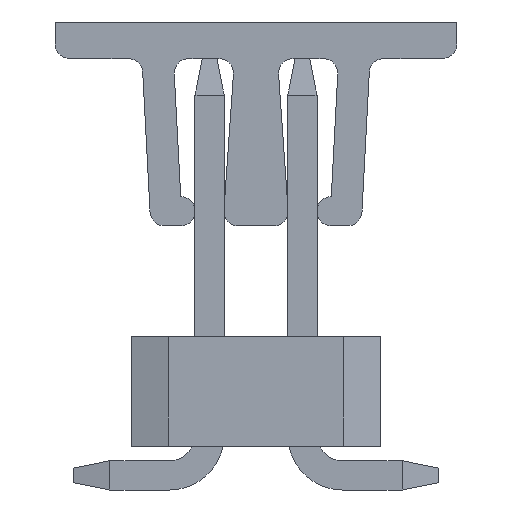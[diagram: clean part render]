
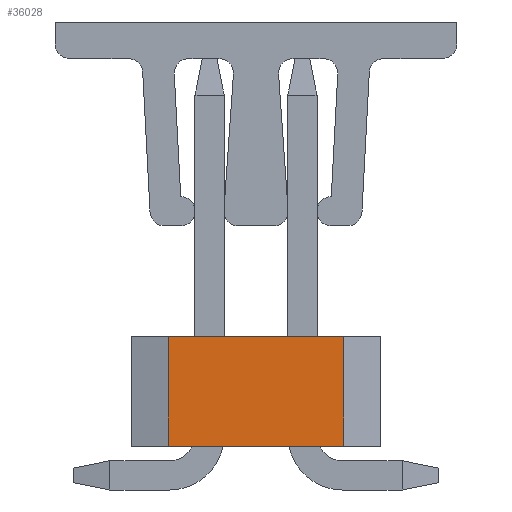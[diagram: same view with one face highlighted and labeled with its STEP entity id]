
A CAD part, front view. The second image highlights one B-rep face of the part: STEP entity #36028.
In plain terms, the highlighted face is planar.
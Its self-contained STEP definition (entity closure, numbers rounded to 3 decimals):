
#2006=ORIENTED_EDGE('',*,*,#9225,.F.);
#2007=ORIENTED_EDGE('',*,*,#8972,.T.);
#2008=ORIENTED_EDGE('',*,*,#9226,.T.);
#2009=ORIENTED_EDGE('',*,*,#9146,.F.);
#8972=EDGE_CURVE('',#12545,#12544,#15132,.T.);
#9146=EDGE_CURVE('',#12694,#12695,#15306,.T.);
#9225=EDGE_CURVE('',#12545,#12694,#15385,.T.);
#9226=EDGE_CURVE('',#12544,#12695,#15386,.T.);
#12544=VERTEX_POINT('',#47746);
#12545=VERTEX_POINT('',#47748);
#12694=VERTEX_POINT('',#48121);
#12695=VERTEX_POINT('',#48122);
#15132=LINE('',#47747,#18660);
#15306=LINE('',#48120,#18834);
#15385=LINE('',#48229,#18913);
#15386=LINE('',#48230,#18914);
#18660=VECTOR('',#40327,1000.);
#18834=VECTOR('',#40601,1000.);
#18913=VECTOR('',#40732,1000.);
#18914=VECTOR('',#40733,1000.);
#21539=EDGE_LOOP('',(#2006,#2007,#2008,#2009));
#23055=FACE_BOUND('',#21539,.T.);
#24571=PLANE('',#37481);
#36028=ADVANCED_FACE('',(#23055),#24571,.T.);
#37481=AXIS2_PLACEMENT_3D('',#48228,#40730,#40731);
#40327=DIRECTION('',(0.,0.,1.));
#40601=DIRECTION('',(0.,0.,1.));
#40730=DIRECTION('',(-1.,0.,0.));
#40731=DIRECTION('',(0.,0.,1.));
#40732=DIRECTION('',(0.,1.,0.));
#40733=DIRECTION('',(0.,1.,0.));
#47746=CARTESIAN_POINT('',(-15.875,-1.2,0.75));
#47747=CARTESIAN_POINT('',(-15.875,-1.2,-31.366));
#47748=CARTESIAN_POINT('',(-15.875,-1.2,-0.75));
#48120=CARTESIAN_POINT('',(-15.875,1.2,-31.366));
#48121=CARTESIAN_POINT('',(-15.875,1.2,-0.75));
#48122=CARTESIAN_POINT('',(-15.875,1.2,0.75));
#48228=CARTESIAN_POINT('',(-15.875,-1.7,-0.75));
#48229=CARTESIAN_POINT('',(-15.875,-1.7,-0.75));
#48230=CARTESIAN_POINT('',(-15.875,-1.7,0.75));
